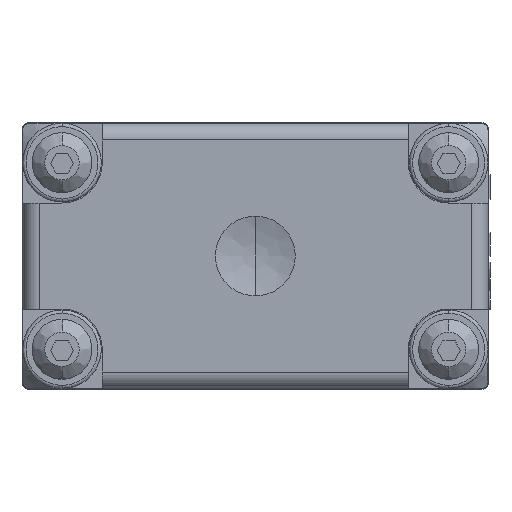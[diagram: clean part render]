
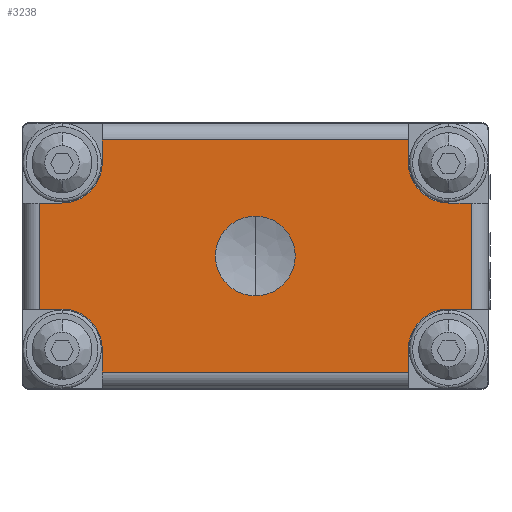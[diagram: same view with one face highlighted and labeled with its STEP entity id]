
A CAD part, front view. The second image highlights one B-rep face of the part: STEP entity #3238.
In plain terms, the highlighted planar face has unit normal (0, -1, 0).
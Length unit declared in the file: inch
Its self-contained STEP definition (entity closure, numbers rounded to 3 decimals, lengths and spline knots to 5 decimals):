
#8 = EDGE_CURVE ( 'NONE', #16676, #17266, #7527, .T. ) ;
#59 = CARTESIAN_POINT ( 'NONE',  ( 0.90354, 0., 1.47244 ) ) ;
#60 = VERTEX_POINT ( 'NONE', #18037 ) ;
#133 = LINE ( 'NONE', #333, #8335 ) ;
#170 = LINE ( 'NONE', #3381, #6376 ) ;
#333 = CARTESIAN_POINT ( 'NONE',  ( 1.33465, 0., 1.10039 ) ) ;
#405 = CARTESIAN_POINT ( 'NONE',  ( 1.14173, 0., 0.23622 ) ) ;
#492 = CIRCLE ( 'NONE', #5138, 0.23556 ) ;
#509 = DIRECTION ( 'NONE',  ( 0., 0., -1. ) ) ;
#658 = EDGE_CURVE ( 'NONE', #12972, #16676, #5365, .T. ) ;
#978 = VECTOR ( 'NONE', #15289, 39.37008 ) ;
#1063 = VECTOR ( 'NONE', #2043, 39.37008 ) ;
#1192 = LINE ( 'NONE', #5663, #17466 ) ;
#1324 = DIRECTION ( 'NONE',  ( 0., 0., -1. ) ) ;
#1666 = CARTESIAN_POINT ( 'NONE',  ( -1.37402, 0., 0.10236 ) ) ;
#1691 = ORIENTED_EDGE ( 'NONE', *, *, #15489, .T. ) ;
#1695 = DIRECTION ( 'NONE',  ( 0., 0., 1. ) ) ;
#2027 = ORIENTED_EDGE ( 'NONE', *, *, #18600, .F. ) ;
#2043 = DIRECTION ( 'NONE',  ( 1., 0., 0. ) ) ;
#2057 = DIRECTION ( 'NONE',  ( 0., 1., 0. ) ) ;
#2143 = VECTOR ( 'NONE', #17504, 39.37008 ) ;
#2205 = CARTESIAN_POINT ( 'NONE',  ( 1.14173, 0., 0.47441 ) ) ;
#2264 = EDGE_CURVE ( 'NONE', #3013, #17650, #10697, .T. ) ;
#2299 = CARTESIAN_POINT ( 'NONE',  ( 0., 0., 1.02296 ) ) ;
#2563 = VERTEX_POINT ( 'NONE', #12570 ) ;
#2632 = VECTOR ( 'NONE', #14910, 39.37008 ) ;
#2663 = VERTEX_POINT ( 'NONE', #11640 ) ;
#2740 = VERTEX_POINT ( 'NONE', #10285 ) ;
#3007 = ORIENTED_EDGE ( 'NONE', *, *, #15135, .T. ) ;
#3013 = VERTEX_POINT ( 'NONE', #13269 ) ;
#3178 = DIRECTION ( 'NONE',  ( 0., 0., -1. ) ) ;
#3238 = ADVANCED_FACE ( 'NONE', ( #15517, #15729 ), #18920, .T. ) ;
#3253 = ORIENTED_EDGE ( 'NONE', *, *, #17431, .T. ) ;
#3381 = CARTESIAN_POINT ( 'NONE',  ( -0.90354, 0., 1.5315 ) ) ;
#3622 = DIRECTION ( 'NONE',  ( 0., 0., 1. ) ) ;
#3879 = CARTESIAN_POINT ( 'NONE',  ( 0.90354, 0., 0.10236 ) ) ;
#3886 = ORIENTED_EDGE ( 'NONE', *, *, #7344, .F. ) ;
#4539 = CARTESIAN_POINT ( 'NONE',  ( 1.33465, 0., 1.5315 ) ) ;
#4564 = VERTEX_POINT ( 'NONE', #20056 ) ;
#4573 = CIRCLE ( 'NONE', #19820, 0.23819 ) ;
#4583 = ORIENTED_EDGE ( 'NONE', *, *, #11204, .T. ) ;
#4932 = EDGE_LOOP ( 'NONE', ( #3007, #3253 ) ) ;
#5138 = AXIS2_PLACEMENT_3D ( 'NONE', #7693, #15446, #9550 ) ;
#5192 = DIRECTION ( 'NONE',  ( 0., 1., 0. ) ) ;
#5365 = LINE ( 'NONE', #19518, #1063 ) ;
#5442 = AXIS2_PLACEMENT_3D ( 'NONE', #16243, #2057, #509 ) ;
#5541 = CARTESIAN_POINT ( 'NONE',  ( -0.90354, 0., 1.5315 ) ) ;
#5608 = VERTEX_POINT ( 'NONE', #2299 ) ;
#5663 = CARTESIAN_POINT ( 'NONE',  ( 1.37402, 0., 1.10039 ) ) ;
#5802 = LINE ( 'NONE', #18501, #2632 ) ;
#5813 = ORIENTED_EDGE ( 'NONE', *, *, #11062, .T. ) ;
#5846 = DIRECTION ( 'NONE',  ( 0., 0., -1. ) ) ;
#5941 = LINE ( 'NONE', #10598, #19924 ) ;
#6000 = CARTESIAN_POINT ( 'NONE',  ( 0.90354, 0., 1.33858 ) ) ;
#6281 = ORIENTED_EDGE ( 'NONE', *, *, #9574, .F. ) ;
#6376 = VECTOR ( 'NONE', #3178, 39.37008 ) ;
#6678 = VERTEX_POINT ( 'NONE', #11162 ) ;
#6882 = DIRECTION ( 'NONE',  ( 0., 0., 1. ) ) ;
#7344 = EDGE_CURVE ( 'NONE', #3013, #6678, #1192, .T. ) ;
#7391 = AXIS2_PLACEMENT_3D ( 'NONE', #15797, #14573, #12596 ) ;
#7436 = LINE ( 'NONE', #20037, #978 ) ;
#7478 = DIRECTION ( 'NONE',  ( 0., 0., 1. ) ) ;
#7527 = CIRCLE ( 'NONE', #9834, 0.23819 ) ;
#7671 = CARTESIAN_POINT ( 'NONE',  ( -1.14173, 0., 1.33858 ) ) ;
#7693 = CARTESIAN_POINT ( 'NONE',  ( 0., 0., 0.7874 ) ) ;
#7771 = LINE ( 'NONE', #6000, #10638 ) ;
#8299 = EDGE_CURVE ( 'NONE', #4564, #11175, #4573, .T. ) ;
#8335 = VECTOR ( 'NONE', #19070, 39.37008 ) ;
#8639 = DIRECTION ( 'NONE',  ( 0., 1., 0. ) ) ;
#8712 = VECTOR ( 'NONE', #19892, 39.37008 ) ;
#8936 = CARTESIAN_POINT ( 'NONE',  ( 1.33465, 0., 0.47441 ) ) ;
#9103 = EDGE_CURVE ( 'NONE', #12972, #2663, #5802, .T. ) ;
#9384 = CIRCLE ( 'NONE', #12363, 0.23819 ) ;
#9550 = DIRECTION ( 'NONE',  ( 0., 0., -1. ) ) ;
#9555 = LINE ( 'NONE', #1666, #2143 ) ;
#9574 = EDGE_CURVE ( 'NONE', #17478, #17863, #7436, .T. ) ;
#9577 = ORIENTED_EDGE ( 'NONE', *, *, #13548, .T. ) ;
#9834 = AXIS2_PLACEMENT_3D ( 'NONE', #15048, #8639, #6882 ) ;
#10285 = CARTESIAN_POINT ( 'NONE',  ( -0.90354, 0., 1.33858 ) ) ;
#10483 = CARTESIAN_POINT ( 'NONE',  ( -1.14173, 0., 0.47441 ) ) ;
#10598 = CARTESIAN_POINT ( 'NONE',  ( 1.27559, 0., 0.00394 ) ) ;
#10638 = VECTOR ( 'NONE', #1324, 39.37008 ) ;
#10697 = CIRCLE ( 'NONE', #7391, 0.23819 ) ;
#10715 = ORIENTED_EDGE ( 'NONE', *, *, #658, .T. ) ;
#10804 = CARTESIAN_POINT ( 'NONE',  ( -0.90354, 0., 0.10236 ) ) ;
#10849 = VERTEX_POINT ( 'NONE', #3879 ) ;
#11062 = EDGE_CURVE ( 'NONE', #18084, #2663, #133, .T. ) ;
#11162 = CARTESIAN_POINT ( 'NONE',  ( 1.27559, 0., 1.10039 ) ) ;
#11175 = VERTEX_POINT ( 'NONE', #2205 ) ;
#11204 = EDGE_CURVE ( 'NONE', #11175, #60, #11930, .T. ) ;
#11344 = CARTESIAN_POINT ( 'NONE',  ( 0.90354, 0., 1.5315 ) ) ;
#11637 = EDGE_LOOP ( 'NONE', ( #2027, #1691, #15773, #4583, #13874, #3886, #13498, #14995, #6281, #13596, #15985, #5813, #11940, #10715, #19430, #9577 ) ) ;
#11640 = CARTESIAN_POINT ( 'NONE',  ( -1.27559, 0., 1.10039 ) ) ;
#11930 = LINE ( 'NONE', #8936, #19867 ) ;
#11940 = ORIENTED_EDGE ( 'NONE', *, *, #9103, .F. ) ;
#12075 = CARTESIAN_POINT ( 'NONE',  ( -1.14173, 0., 1.10039 ) ) ;
#12229 = DIRECTION ( 'NONE',  ( 0., 1., 0. ) ) ;
#12363 = AXIS2_PLACEMENT_3D ( 'NONE', #7671, #12229, #7478 ) ;
#12389 = VECTOR ( 'NONE', #1695, 39.37008 ) ;
#12549 = CARTESIAN_POINT ( 'NONE',  ( -0.90354, 0., 1.47244 ) ) ;
#12570 = CARTESIAN_POINT ( 'NONE',  ( 0., 0., 0.55184 ) ) ;
#12596 = DIRECTION ( 'NONE',  ( 0., 0., 1. ) ) ;
#12908 = EDGE_CURVE ( 'NONE', #17863, #17650, #7771, .T. ) ;
#12972 = VERTEX_POINT ( 'NONE', #13966 ) ;
#13269 = CARTESIAN_POINT ( 'NONE',  ( 1.14173, 0., 1.10039 ) ) ;
#13303 = LINE ( 'NONE', #5541, #8712 ) ;
#13498 = ORIENTED_EDGE ( 'NONE', *, *, #2264, .T. ) ;
#13548 = EDGE_CURVE ( 'NONE', #17266, #19811, #170, .T. ) ;
#13596 = ORIENTED_EDGE ( 'NONE', *, *, #15598, .T. ) ;
#13874 = ORIENTED_EDGE ( 'NONE', *, *, #15632, .F. ) ;
#13966 = CARTESIAN_POINT ( 'NONE',  ( -1.27559, 0., 0.47441 ) ) ;
#14032 = AXIS2_PLACEMENT_3D ( 'NONE', #4539, #20375, #18816 ) ;
#14164 = CARTESIAN_POINT ( 'NONE',  ( -0.90354, 0., 0.23622 ) ) ;
#14573 = DIRECTION ( 'NONE',  ( 0., 1., 0. ) ) ;
#14804 = EDGE_CURVE ( 'NONE', #2740, #18084, #9384, .T. ) ;
#14910 = DIRECTION ( 'NONE',  ( 0., 0., 1. ) ) ;
#14917 = CARTESIAN_POINT ( 'NONE',  ( 0.90354, 0., 1.33858 ) ) ;
#14995 = ORIENTED_EDGE ( 'NONE', *, *, #12908, .F. ) ;
#15048 = CARTESIAN_POINT ( 'NONE',  ( -1.14173, 0., 0.23622 ) ) ;
#15135 = EDGE_CURVE ( 'NONE', #2563, #5608, #15665, .T. ) ;
#15289 = DIRECTION ( 'NONE',  ( 1., 0., 0. ) ) ;
#15446 = DIRECTION ( 'NONE',  ( 0., 1., 0. ) ) ;
#15489 = EDGE_CURVE ( 'NONE', #10849, #4564, #15886, .T. ) ;
#15517 = FACE_OUTER_BOUND ( 'NONE', #11637, .T. ) ;
#15598 = EDGE_CURVE ( 'NONE', #17478, #2740, #13303, .T. ) ;
#15632 = EDGE_CURVE ( 'NONE', #6678, #60, #5941, .T. ) ;
#15665 = CIRCLE ( 'NONE', #5442, 0.23556 ) ;
#15729 = FACE_BOUND ( 'NONE', #4932, .T. ) ;
#15773 = ORIENTED_EDGE ( 'NONE', *, *, #8299, .T. ) ;
#15797 = CARTESIAN_POINT ( 'NONE',  ( 1.14173, 0., 1.33858 ) ) ;
#15886 = LINE ( 'NONE', #11344, #12389 ) ;
#15985 = ORIENTED_EDGE ( 'NONE', *, *, #14804, .T. ) ;
#16243 = CARTESIAN_POINT ( 'NONE',  ( 0., 0., 0.7874 ) ) ;
#16676 = VERTEX_POINT ( 'NONE', #10483 ) ;
#17266 = VERTEX_POINT ( 'NONE', #14164 ) ;
#17431 = EDGE_CURVE ( 'NONE', #5608, #2563, #492, .T. ) ;
#17466 = VECTOR ( 'NONE', #19922, 39.37008 ) ;
#17478 = VERTEX_POINT ( 'NONE', #12549 ) ;
#17504 = DIRECTION ( 'NONE',  ( -1., 0., 0. ) ) ;
#17650 = VERTEX_POINT ( 'NONE', #14917 ) ;
#17863 = VERTEX_POINT ( 'NONE', #59 ) ;
#18037 = CARTESIAN_POINT ( 'NONE',  ( 1.27559, 0., 0.47441 ) ) ;
#18084 = VERTEX_POINT ( 'NONE', #12075 ) ;
#18501 = CARTESIAN_POINT ( 'NONE',  ( -1.27559, 0., 0.00394 ) ) ;
#18600 = EDGE_CURVE ( 'NONE', #10849, #19811, #9555, .T. ) ;
#18816 = DIRECTION ( 'NONE',  ( 0., 0., 1. ) ) ;
#18920 = PLANE ( 'NONE',  #14032 ) ;
#19070 = DIRECTION ( 'NONE',  ( -1., 0., 0. ) ) ;
#19430 = ORIENTED_EDGE ( 'NONE', *, *, #8, .T. ) ;
#19518 = CARTESIAN_POINT ( 'NONE',  ( 1.33465, 0., 0.47441 ) ) ;
#19774 = DIRECTION ( 'NONE',  ( 1., 0., 0. ) ) ;
#19811 = VERTEX_POINT ( 'NONE', #10804 ) ;
#19820 = AXIS2_PLACEMENT_3D ( 'NONE', #405, #5192, #3622 ) ;
#19867 = VECTOR ( 'NONE', #19774, 39.37008 ) ;
#19892 = DIRECTION ( 'NONE',  ( 0., 0., -1. ) ) ;
#19922 = DIRECTION ( 'NONE',  ( 1., 0., 0. ) ) ;
#19924 = VECTOR ( 'NONE', #5846, 39.37008 ) ;
#20037 = CARTESIAN_POINT ( 'NONE',  ( -1.37402, 0., 1.47244 ) ) ;
#20056 = CARTESIAN_POINT ( 'NONE',  ( 0.90354, 0., 0.23622 ) ) ;
#20375 = DIRECTION ( 'NONE',  ( 0., -1., 0. ) ) ;
